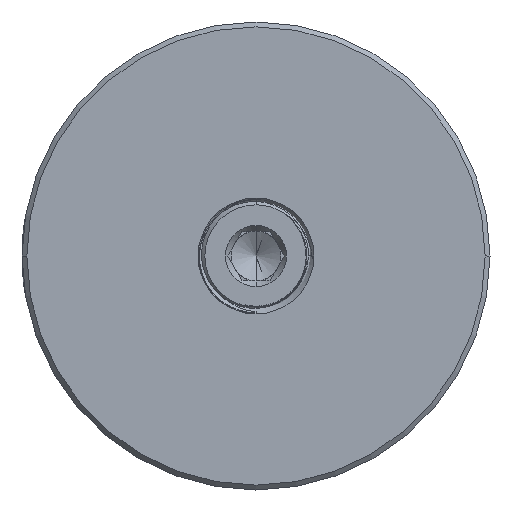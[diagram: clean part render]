
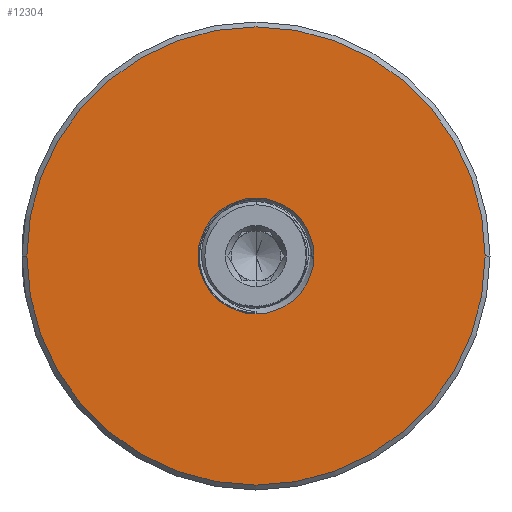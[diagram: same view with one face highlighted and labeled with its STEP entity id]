
A CAD part, left-side view. The second image highlights one B-rep face of the part: STEP entity #12304.
In plain terms, the highlighted planar face has unit normal (-1, 0, 0).
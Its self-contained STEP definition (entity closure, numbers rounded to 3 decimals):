
#239 = ORIENTED_EDGE ( 'NONE', *, *, #17249, .T. ) ;
#1287 = DIRECTION ( 'NONE',  ( 0., -1., 0. ) ) ;
#1429 = PLANE ( 'NONE',  #13681 ) ;
#2145 = CARTESIAN_POINT ( 'NONE',  ( -27.55, -4.75, 0. ) ) ;
#2652 = EDGE_CURVE ( 'NONE', #12454, #7162, #26387, .T. ) ;
#4984 = CARTESIAN_POINT ( 'NONE',  ( -27.55, 0., 0. ) ) ;
#5450 = CARTESIAN_POINT ( 'NONE',  ( -27.55, 0., 0. ) ) ;
#6807 = DIRECTION ( 'NONE',  ( 1., 0., 0. ) ) ;
#7162 = VERTEX_POINT ( 'NONE', #15093 ) ;
#9089 = ORIENTED_EDGE ( 'NONE', *, *, #34673, .T. ) ;
#10251 = DIRECTION ( 'NONE',  ( -1., 0., 0. ) ) ;
#12304 = ADVANCED_FACE ( 'NONE', ( #12635, #34943 ), #1429, .F. ) ;
#12329 = ORIENTED_EDGE ( 'NONE', *, *, #2652, .T. ) ;
#12454 = VERTEX_POINT ( 'NONE', #2145 ) ;
#12635 = FACE_BOUND ( 'NONE', #29720, .T. ) ;
#13681 = AXIS2_PLACEMENT_3D ( 'NONE', #26291, #20698, #15554 ) ;
#13725 = DIRECTION ( 'NONE',  ( 1., 0., 0. ) ) ;
#14343 = CARTESIAN_POINT ( 'NONE',  ( -27.55, -18.8, 0. ) ) ;
#14879 = CARTESIAN_POINT ( 'NONE',  ( -27.55, 18.8, 0. ) ) ;
#15093 = CARTESIAN_POINT ( 'NONE',  ( -27.55, 4.75, 0. ) ) ;
#15554 = DIRECTION ( 'NONE',  ( 0., -1., 0. ) ) ;
#16066 = DIRECTION ( 'NONE',  ( 0., -1., 0. ) ) ;
#17249 = EDGE_CURVE ( 'NONE', #7162, #12454, #28586, .T. ) ;
#19780 = AXIS2_PLACEMENT_3D ( 'NONE', #4984, #13725, #16066 ) ;
#20698 = DIRECTION ( 'NONE',  ( 1., 0., 0. ) ) ;
#20796 = CIRCLE ( 'NONE', #30674, 18.8 ) ;
#23827 = CARTESIAN_POINT ( 'NONE',  ( -27.55, 0., 0. ) ) ;
#24042 = EDGE_CURVE ( 'NONE', #25222, #35932, #28446, .T. ) ;
#24697 = DIRECTION ( 'NONE',  ( -1., 0., 0. ) ) ;
#25222 = VERTEX_POINT ( 'NONE', #14879 ) ;
#26291 = CARTESIAN_POINT ( 'NONE',  ( -27.55, 0., 0. ) ) ;
#26387 = CIRCLE ( 'NONE', #19780, 4.75 ) ;
#26998 = CARTESIAN_POINT ( 'NONE',  ( -27.55, 0., 0. ) ) ;
#27497 = DIRECTION ( 'NONE',  ( 0., -1., 0. ) ) ;
#28446 = CIRCLE ( 'NONE', #33824, 18.8 ) ;
#28586 = CIRCLE ( 'NONE', #34208, 4.75 ) ;
#29720 = EDGE_LOOP ( 'NONE', ( #239, #12329 ) ) ;
#30058 = DIRECTION ( 'NONE',  ( 0., -1., 0. ) ) ;
#30614 = EDGE_LOOP ( 'NONE', ( #9089, #33226 ) ) ;
#30674 = AXIS2_PLACEMENT_3D ( 'NONE', #26998, #10251, #30058 ) ;
#33226 = ORIENTED_EDGE ( 'NONE', *, *, #24042, .T. ) ;
#33824 = AXIS2_PLACEMENT_3D ( 'NONE', #5450, #24697, #27497 ) ;
#34208 = AXIS2_PLACEMENT_3D ( 'NONE', #23827, #6807, #1287 ) ;
#34673 = EDGE_CURVE ( 'NONE', #35932, #25222, #20796, .T. ) ;
#34943 = FACE_OUTER_BOUND ( 'NONE', #30614, .T. ) ;
#35932 = VERTEX_POINT ( 'NONE', #14343 ) ;
